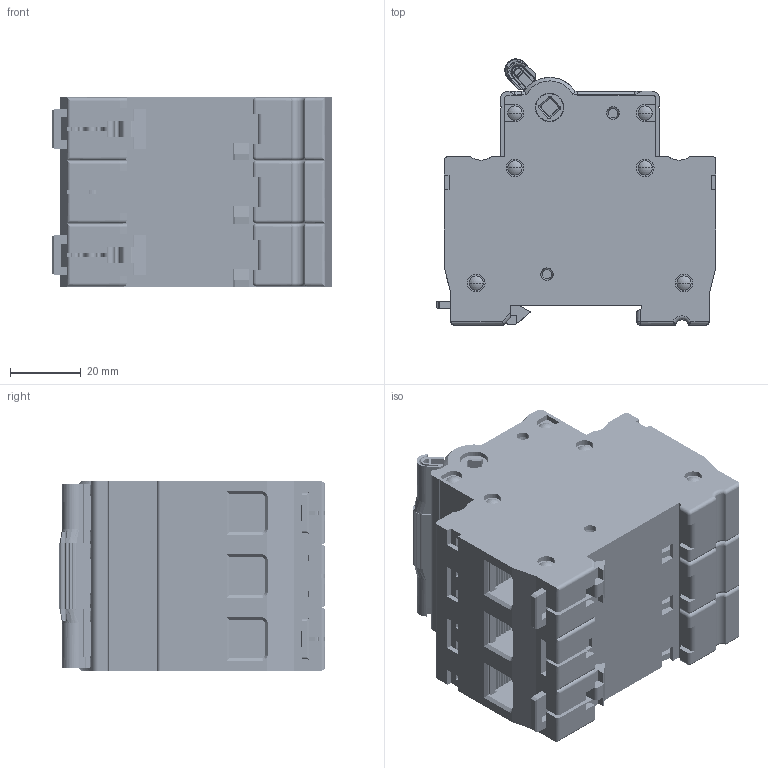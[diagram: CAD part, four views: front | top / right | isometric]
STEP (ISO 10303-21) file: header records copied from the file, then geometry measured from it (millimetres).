
FILE_DESCRIPTION(/* description */ (''),/* implementation_level */ '2;1');
FILE_NAME(/* name */ 'P1MS 3P 3D Drawing_001.stp',/* time_stamp */ '2020-07-10T16:30:47+02:00',/* author */ (''),/* organization */ (''),/* preprocessor_version */ 'ST-DEVELOPER v16',/* originating_system */ 'SIEMENS PLM Software NX 10.0',/* authorisation */ '');
FILE_SCHEMA (('CONFIG_CONTROL_DESIGN'));
Products named in the file (18): 8LD.557.120239365; 8LD.557.120311825; 8LD.550.112438182; 8LD.315.132664167; 8LD.024.130963901; 8LD.206.1589; 8LD.206.162014432; 8LD.288.141665070; 8LD.253.1229; 8LD.253.130339229; 8LD.271.106140121; 8LD.206.141539092; 8LD.206.27166614; 8LD.967.100565193; 5LD.551.128864949; 5LD.557.104840654; 5LD.024.122240535; model1
Assembly tree (41 placements, depth 3):
  model1
    8LD.967.100565193  x6
    8LD.206.27166614  x3
    8LD.206.141539092  x4
    5LD.024.122240535  x3
      8LD.024.130963901
      8LD.315.132664167
    8LD.271.106140121  x2
    8LD.253.130339229  x3
    8LD.253.1229
    8LD.288.141665070  x3
    5LD.557.104840654  x3
      8LD.550.112438182
      8LD.557.120311825
    5LD.551.128864949  x3
      8LD.557.120239365
    8LD.206.162014432  x2
    8LD.206.1589  x3
Bounding box: 79 x 75.14 x 53.4 mm (x, y, z)
Volume: 89821.5 mm3; surface area: 125292.5 mm2
Topology: 42 solids, 42 shells, 5476 faces, 14879 edges, 9633 vertices
Faces by surface type: plane 3344, cylinder 1613, torus 246, cone 124, bspline 99, sphere 50
Entity records: 69147 total; most frequent: CARTESIAN_POINT 16134, ORIENTED_EDGE 10664, DIRECTION 10487, EDGE_CURVE 5332, LINE 3811, VECTOR 3811, VERTEX_POINT 3467, AXIS2_PLACEMENT_3D 3338
